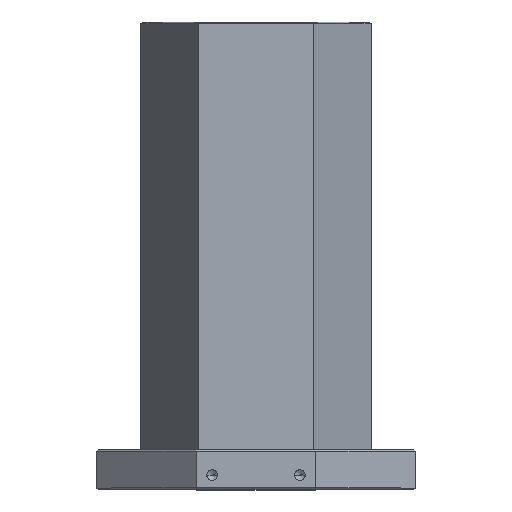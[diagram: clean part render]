
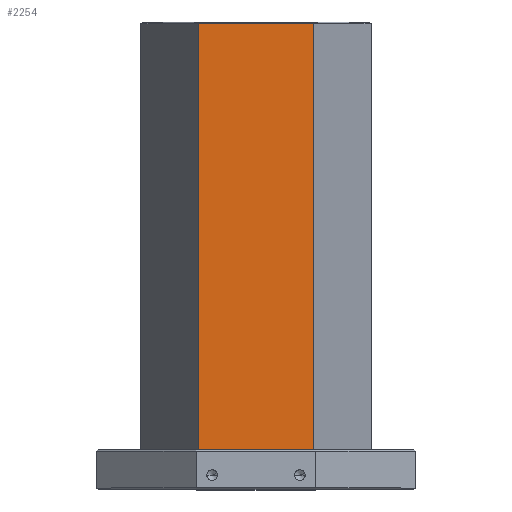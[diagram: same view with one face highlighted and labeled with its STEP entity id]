
A CAD part, top view. The second image highlights one B-rep face of the part: STEP entity #2254.
In plain terms, the highlighted planar face has unit normal (0, 0, 1).
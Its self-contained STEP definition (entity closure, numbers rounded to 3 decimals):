
#104 = DIRECTION ( 'NONE',  ( 0., -1., 0. ) ) ;
#194 = EDGE_LOOP ( 'NONE', ( #4850, #2068, #1891, #2412 ) ) ;
#241 = LINE ( 'NONE', #1081, #2173 ) ;
#477 = CARTESIAN_POINT ( 'NONE',  ( -72.169, 50., 125. ) ) ;
#535 = LINE ( 'NONE', #2302, #3466 ) ;
#830 = PLANE ( 'NONE',  #1730 ) ;
#1065 = VERTEX_POINT ( 'NONE', #1083 ) ;
#1081 = CARTESIAN_POINT ( 'NONE',  ( -72.169, 584.5, 125. ) ) ;
#1083 = CARTESIAN_POINT ( 'NONE',  ( 72.169, 50., 125. ) ) ;
#1196 = EDGE_CURVE ( 'NONE', #3501, #1065, #4674, .T. ) ;
#1360 = CARTESIAN_POINT ( 'NONE',  ( -72.169, 586.5, 125. ) ) ;
#1601 = VERTEX_POINT ( 'NONE', #5504 ) ;
#1627 = EDGE_CURVE ( 'NONE', #1601, #4809, #241, .T. ) ;
#1730 = AXIS2_PLACEMENT_3D ( 'NONE', #2597, #3538, #2655 ) ;
#1891 = ORIENTED_EDGE ( 'NONE', *, *, #4073, .T. ) ;
#2052 = DIRECTION ( 'NONE',  ( 1., 0., 0. ) ) ;
#2068 = ORIENTED_EDGE ( 'NONE', *, *, #1627, .T. ) ;
#2173 = VECTOR ( 'NONE', #2850, 1000. ) ;
#2246 = VECTOR ( 'NONE', #3139, 1000. ) ;
#2254 = ADVANCED_FACE ( 'NONE', ( #5224 ), #830, .F. ) ;
#2302 = CARTESIAN_POINT ( 'NONE',  ( 72.169, 586.5, 125. ) ) ;
#2412 = ORIENTED_EDGE ( 'NONE', *, *, #1196, .T. ) ;
#2597 = CARTESIAN_POINT ( 'NONE',  ( -72.169, 586.5, 125. ) ) ;
#2655 = DIRECTION ( 'NONE',  ( -1., 0., 0. ) ) ;
#2850 = DIRECTION ( 'NONE',  ( -1., 0., 0. ) ) ;
#3139 = DIRECTION ( 'NONE',  ( 0., -1., 0. ) ) ;
#3466 = VECTOR ( 'NONE', #104, 1000. ) ;
#3501 = VERTEX_POINT ( 'NONE', #477 ) ;
#3538 = DIRECTION ( 'NONE',  ( 0., 0., -1. ) ) ;
#3668 = EDGE_CURVE ( 'NONE', #1601, #1065, #535, .T. ) ;
#4073 = EDGE_CURVE ( 'NONE', #4809, #3501, #5350, .T. ) ;
#4078 = VECTOR ( 'NONE', #2052, 1000. ) ;
#4674 = LINE ( 'NONE', #4683, #4078 ) ;
#4683 = CARTESIAN_POINT ( 'NONE',  ( -72.169, 50., 125. ) ) ;
#4809 = VERTEX_POINT ( 'NONE', #4816 ) ;
#4816 = CARTESIAN_POINT ( 'NONE',  ( -72.169, 584.5, 125. ) ) ;
#4850 = ORIENTED_EDGE ( 'NONE', *, *, #3668, .F. ) ;
#5224 = FACE_OUTER_BOUND ( 'NONE', #194, .T. ) ;
#5350 = LINE ( 'NONE', #1360, #2246 ) ;
#5504 = CARTESIAN_POINT ( 'NONE',  ( 72.169, 584.5, 125. ) ) ;
